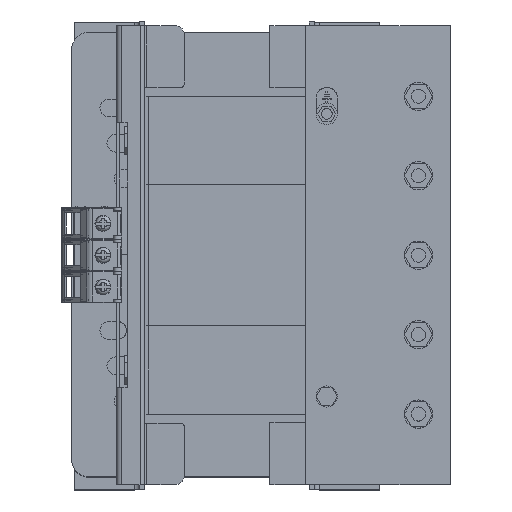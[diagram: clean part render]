
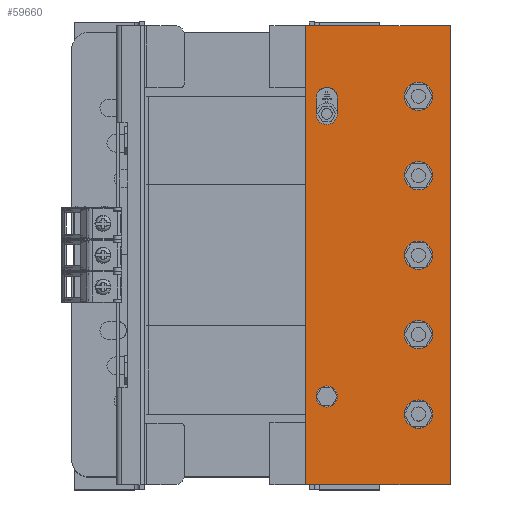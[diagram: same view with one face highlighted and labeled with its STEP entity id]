
A CAD part, top view. The second image highlights one B-rep face of the part: STEP entity #59660.
In plain terms, the highlighted planar face has unit normal (0, 0, -1).
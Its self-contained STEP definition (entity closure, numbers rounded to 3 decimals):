
#59134=DIRECTION('',(1.,0.,0.));
#59135=VECTOR('',#59134,81.9);
#59136=CARTESIAN_POINT('',(40.,192.5,138.));
#59137=LINE('',#59136,#59135);
#59155=DIRECTION('',(0.,1.,0.));
#59156=VECTOR('',#59155,260.);
#59157=CARTESIAN_POINT('',(40.,-67.5,138.));
#59158=LINE('',#59157,#59156);
#59183=DIRECTION('',(-1.,0.,0.));
#59184=VECTOR('',#59183,81.9);
#59185=CARTESIAN_POINT('',(121.9,-67.5,138.));
#59186=LINE('',#59185,#59184);
#59204=DIRECTION('',(0.,-1.,0.));
#59205=VECTOR('',#59204,260.);
#59206=CARTESIAN_POINT('',(121.9,192.5,138.));
#59207=LINE('',#59206,#59205);
#59211=CARTESIAN_POINT('',(103.9,152.5,138.));
#59212=DIRECTION('',(0.,0.,1.));
#59213=DIRECTION('',(0.,1.,0.));
#59214=AXIS2_PLACEMENT_3D('',#59211,#59212,#59213);
#59219=CARTESIAN_POINT('',(103.9,152.5,138.));
#59220=DIRECTION('',(0.,0.,1.));
#59221=DIRECTION('',(0.,-1.,0.));
#59222=AXIS2_PLACEMENT_3D('',#59219,#59220,#59221);
#59227=CARTESIAN_POINT('',(103.9,62.5,138.));
#59228=DIRECTION('',(0.,0.,1.));
#59229=DIRECTION('',(0.,1.,0.));
#59230=AXIS2_PLACEMENT_3D('',#59227,#59228,#59229);
#59235=CARTESIAN_POINT('',(103.9,62.5,138.));
#59236=DIRECTION('',(0.,0.,1.));
#59237=DIRECTION('',(0.,-1.,0.));
#59238=AXIS2_PLACEMENT_3D('',#59235,#59236,#59237);
#59243=CARTESIAN_POINT('',(103.9,17.5,138.));
#59244=DIRECTION('',(0.,0.,1.));
#59245=DIRECTION('',(0.,1.,0.));
#59246=AXIS2_PLACEMENT_3D('',#59243,#59244,#59245);
#59251=CARTESIAN_POINT('',(103.9,17.5,138.));
#59252=DIRECTION('',(0.,0.,1.));
#59253=DIRECTION('',(0.,-1.,0.));
#59254=AXIS2_PLACEMENT_3D('',#59251,#59252,#59253);
#59259=CARTESIAN_POINT('',(103.9,-27.5,138.));
#59260=DIRECTION('',(0.,0.,1.));
#59261=DIRECTION('',(0.,1.,0.));
#59262=AXIS2_PLACEMENT_3D('',#59259,#59260,#59261);
#59267=CARTESIAN_POINT('',(103.9,-27.5,138.));
#59268=DIRECTION('',(0.,0.,1.));
#59269=DIRECTION('',(0.,-1.,0.));
#59270=AXIS2_PLACEMENT_3D('',#59267,#59268,#59269);
#59275=CARTESIAN_POINT('',(52.,142.5,138.));
#59276=DIRECTION('',(0.,0.,1.));
#59277=DIRECTION('',(0.,1.,0.));
#59278=AXIS2_PLACEMENT_3D('',#59275,#59276,#59277);
#59283=CARTESIAN_POINT('',(52.,142.5,138.));
#59284=DIRECTION('',(0.,0.,1.));
#59285=DIRECTION('',(0.,-1.,0.));
#59286=AXIS2_PLACEMENT_3D('',#59283,#59284,#59285);
#59291=CARTESIAN_POINT('',(52.,-17.5,138.));
#59292=DIRECTION('',(0.,0.,1.));
#59293=DIRECTION('',(0.,1.,0.));
#59294=AXIS2_PLACEMENT_3D('',#59291,#59292,#59293);
#59299=CARTESIAN_POINT('',(52.,-17.5,138.));
#59300=DIRECTION('',(0.,0.,1.));
#59301=DIRECTION('',(0.,-1.,0.));
#59302=AXIS2_PLACEMENT_3D('',#59299,#59300,#59301);
#59307=CARTESIAN_POINT('',(103.9,107.5,138.));
#59308=DIRECTION('',(0.,0.,1.));
#59309=DIRECTION('',(0.,1.,0.));
#59310=AXIS2_PLACEMENT_3D('',#59307,#59308,#59309);
#59315=CARTESIAN_POINT('',(103.9,107.5,138.));
#59316=DIRECTION('',(0.,0.,1.));
#59317=DIRECTION('',(0.,-1.,0.));
#59318=AXIS2_PLACEMENT_3D('',#59315,#59316,#59317);
#59457=CARTESIAN_POINT('',(103.9,112.,138.));
#59458=VERTEX_POINT('',#59457);
#59459=CARTESIAN_POINT('',(103.9,103.,138.));
#59460=VERTEX_POINT('',#59459);
#59461=CARTESIAN_POINT('',(40.,192.5,138.));
#59462=CARTESIAN_POINT('',(121.9,192.5,138.));
#59463=VERTEX_POINT('',#59461);
#59464=VERTEX_POINT('',#59462);
#59465=CARTESIAN_POINT('',(121.9,-67.5,138.));
#59466=VERTEX_POINT('',#59465);
#59467=CARTESIAN_POINT('',(40.,-67.5,138.));
#59468=VERTEX_POINT('',#59467);
#59469=CARTESIAN_POINT('',(103.9,157.,138.));
#59470=CARTESIAN_POINT('',(103.9,148.,138.));
#59471=VERTEX_POINT('',#59469);
#59472=VERTEX_POINT('',#59470);
#59473=CARTESIAN_POINT('',(103.9,67.,138.));
#59474=CARTESIAN_POINT('',(103.9,58.,138.));
#59475=VERTEX_POINT('',#59473);
#59476=VERTEX_POINT('',#59474);
#59477=CARTESIAN_POINT('',(103.9,22.,138.));
#59478=CARTESIAN_POINT('',(103.9,13.,138.));
#59479=VERTEX_POINT('',#59477);
#59480=VERTEX_POINT('',#59478);
#59481=CARTESIAN_POINT('',(103.9,-23.,138.));
#59482=CARTESIAN_POINT('',(103.9,-32.,138.));
#59483=VERTEX_POINT('',#59481);
#59484=VERTEX_POINT('',#59482);
#59485=CARTESIAN_POINT('',(52.,146.,138.));
#59486=CARTESIAN_POINT('',(52.,139.,138.));
#59487=VERTEX_POINT('',#59485);
#59488=VERTEX_POINT('',#59486);
#59489=CARTESIAN_POINT('',(52.,-14.,138.));
#59490=CARTESIAN_POINT('',(52.,-21.,138.));
#59491=VERTEX_POINT('',#59489);
#59492=VERTEX_POINT('',#59490);
#59607=CARTESIAN_POINT('',(80.95,62.5,138.));
#59608=DIRECTION('',(0.,0.,1.));
#59609=DIRECTION('',(0.,-1.,0.));
#59610=AXIS2_PLACEMENT_3D('',#59607,#59608,#59609);
#59611=PLANE('',#59610);
#59612=ORIENTED_EDGE('',*,*,#59559,.F.);
#59613=ORIENTED_EDGE('',*,*,#59574,.F.);
#59614=ORIENTED_EDGE('',*,*,#59588,.F.);
#59615=ORIENTED_EDGE('',*,*,#59601,.F.);
#59616=EDGE_LOOP('',(#59612,#59613,#59614,#59615));
#59617=FACE_OUTER_BOUND('',#59616,.F.);
#59619=ORIENTED_EDGE('',*,*,#59618,.F.);
#59621=ORIENTED_EDGE('',*,*,#59620,.F.);
#59622=EDGE_LOOP('',(#59619,#59621));
#59623=FACE_BOUND('',#59622,.F.);
#59625=ORIENTED_EDGE('',*,*,#59624,.F.);
#59627=ORIENTED_EDGE('',*,*,#59626,.F.);
#59628=EDGE_LOOP('',(#59625,#59627));
#59629=FACE_BOUND('',#59628,.F.);
#59631=ORIENTED_EDGE('',*,*,#59630,.F.);
#59633=ORIENTED_EDGE('',*,*,#59632,.F.);
#59634=EDGE_LOOP('',(#59631,#59633));
#59635=FACE_BOUND('',#59634,.F.);
#59637=ORIENTED_EDGE('',*,*,#59636,.F.);
#59639=ORIENTED_EDGE('',*,*,#59638,.F.);
#59640=EDGE_LOOP('',(#59637,#59639));
#59641=FACE_BOUND('',#59640,.F.);
#59643=ORIENTED_EDGE('',*,*,#59642,.F.);
#59645=ORIENTED_EDGE('',*,*,#59644,.F.);
#59646=EDGE_LOOP('',(#59643,#59645));
#59647=FACE_BOUND('',#59646,.F.);
#59649=ORIENTED_EDGE('',*,*,#59648,.F.);
#59651=ORIENTED_EDGE('',*,*,#59650,.F.);
#59652=EDGE_LOOP('',(#59649,#59651));
#59653=FACE_BOUND('',#59652,.F.);
#59655=ORIENTED_EDGE('',*,*,#59654,.F.);
#59657=ORIENTED_EDGE('',*,*,#59656,.F.);
#59658=EDGE_LOOP('',(#59655,#59657));
#59659=FACE_BOUND('',#59658,.F.);
#59660=ADVANCED_FACE('',(#59617,#59623,#59629,#59635,#59641,#59647,#59653,
#59659),#59611,.F.);
#59215=CIRCLE('',#59214,4.5);
#59223=CIRCLE('',#59222,4.5);
#59231=CIRCLE('',#59230,4.5);
#59239=CIRCLE('',#59238,4.5);
#59247=CIRCLE('',#59246,4.5);
#59255=CIRCLE('',#59254,4.5);
#59263=CIRCLE('',#59262,4.5);
#59271=CIRCLE('',#59270,4.5);
#59279=CIRCLE('',#59278,3.5);
#59287=CIRCLE('',#59286,3.5);
#59295=CIRCLE('',#59294,3.5);
#59303=CIRCLE('',#59302,3.5);
#59311=CIRCLE('',#59310,4.5);
#59319=CIRCLE('',#59318,4.5);
#59559=EDGE_CURVE('',#59463,#59464,#59137,.T.);
#59574=EDGE_CURVE('',#59468,#59463,#59158,.T.);
#59588=EDGE_CURVE('',#59466,#59468,#59186,.T.);
#59601=EDGE_CURVE('',#59464,#59466,#59207,.T.);
#59618=EDGE_CURVE('',#59471,#59472,#59215,.T.);
#59620=EDGE_CURVE('',#59472,#59471,#59223,.T.);
#59624=EDGE_CURVE('',#59475,#59476,#59231,.T.);
#59626=EDGE_CURVE('',#59476,#59475,#59239,.T.);
#59630=EDGE_CURVE('',#59479,#59480,#59247,.T.);
#59632=EDGE_CURVE('',#59480,#59479,#59255,.T.);
#59636=EDGE_CURVE('',#59483,#59484,#59263,.T.);
#59638=EDGE_CURVE('',#59484,#59483,#59271,.T.);
#59642=EDGE_CURVE('',#59487,#59488,#59279,.T.);
#59644=EDGE_CURVE('',#59488,#59487,#59287,.T.);
#59648=EDGE_CURVE('',#59491,#59492,#59295,.T.);
#59650=EDGE_CURVE('',#59492,#59491,#59303,.T.);
#59654=EDGE_CURVE('',#59458,#59460,#59311,.T.);
#59656=EDGE_CURVE('',#59460,#59458,#59319,.T.);
